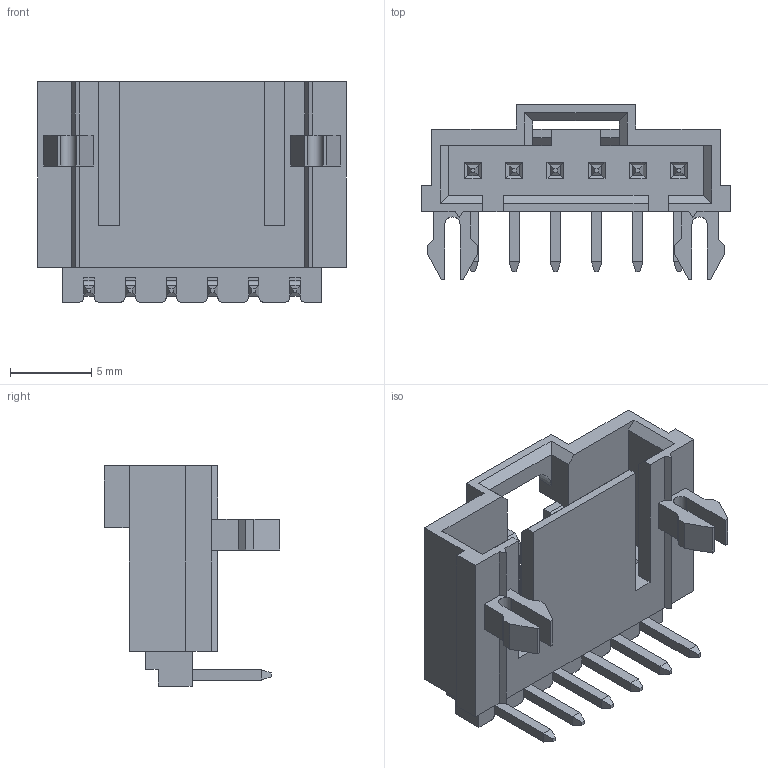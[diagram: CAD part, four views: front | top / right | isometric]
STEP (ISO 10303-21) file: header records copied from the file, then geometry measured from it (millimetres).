
FILE_DESCRIPTION((''),'2;1');
FILE_NAME('705510005','2013-07-31T',('me'),(''),'PRO/ENGINEER BY PARAMETRIC TECHNOLOGY CORPORATION, 2011490','PRO/ENGINEER BY PARAMETRIC TECHNOLOGY CORPORATION, 2011490','');
FILE_SCHEMA(('CONFIG_CONTROL_DESIGN'));
Length unit declared in the file: inch
Products named in the file (1): 705510005
Bounding box: 19.05 x 10.79 x 13.59 mm (x, y, z)
Volume: 711 mm3; surface area: 1460.1 mm2
Topology: 1 solids, 1 shells, 341 faces, 888 edges, 554 vertices
Faces by surface type: plane 307, cylinder 34
Entity records: 10182 total; most frequent: CARTESIAN_POINT 1783, ORIENTED_EDGE 1776, DIRECTION 1638, EDGE_CURVE 888, VECTOR 820, LINE 820, VERTEX_POINT 554, AXIS2_PLACEMENT_3D 409
